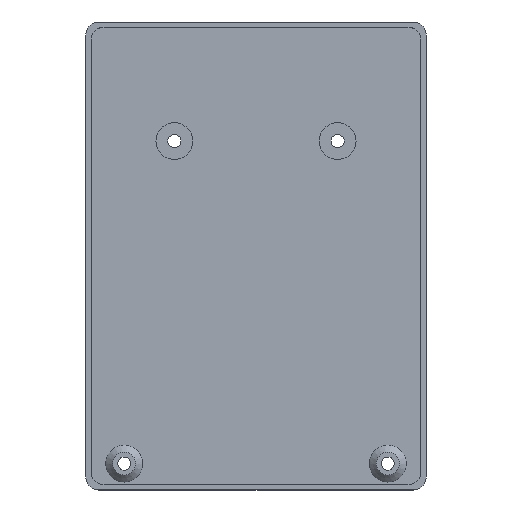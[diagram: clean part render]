
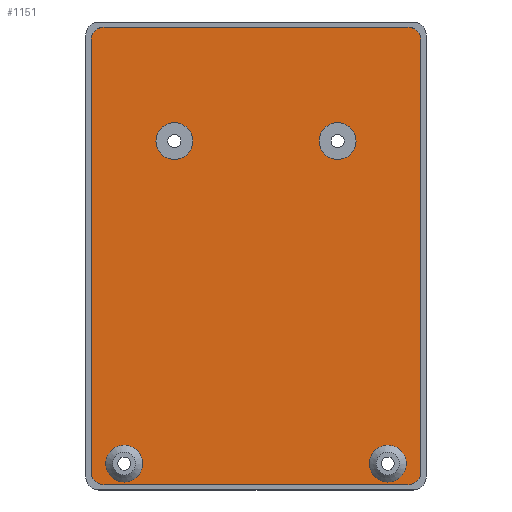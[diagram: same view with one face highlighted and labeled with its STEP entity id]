
A CAD part, top view. The second image highlights one B-rep face of the part: STEP entity #1151.
In plain terms, the highlighted planar face has unit normal (0, 0, 1).
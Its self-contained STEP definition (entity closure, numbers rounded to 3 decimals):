
#24=FACE_BOUND('',#229,.T.);
#25=FACE_BOUND('',#230,.T.);
#26=FACE_BOUND('',#231,.T.);
#27=FACE_BOUND('',#232,.T.);
#73=PLANE('',#1268);
#154=FACE_OUTER_BOUND('',#228,.T.);
#228=EDGE_LOOP('',(#1038,#1039,#1040,#1041,#1042,#1043,#1044,#1045));
#229=EDGE_LOOP('',(#1046));
#230=EDGE_LOOP('',(#1047));
#231=EDGE_LOOP('',(#1048));
#232=EDGE_LOOP('',(#1049));
#276=LINE('',#1728,#394);
#281=LINE('',#1742,#399);
#285=LINE('',#1754,#403);
#289=LINE('',#1766,#407);
#394=VECTOR('',#1400,10.);
#399=VECTOR('',#1413,10.);
#403=VECTOR('',#1425,10.);
#407=VECTOR('',#1437,10.);
#476=CIRCLE('',#1171,4.25);
#480=CIRCLE('',#1178,4.25);
#493=CIRCLE('',#1205,4.25);
#495=CIRCLE('',#1209,4.25);
#496=CIRCLE('',#1213,3.);
#498=CIRCLE('',#1217,3.);
#500=CIRCLE('',#1221,3.);
#502=CIRCLE('',#1225,3.);
#514=VERTEX_POINT('',#1604);
#518=VERTEX_POINT('',#1617);
#555=VERTEX_POINT('',#1714);
#557=VERTEX_POINT('',#1721);
#558=VERTEX_POINT('',#1726);
#559=VERTEX_POINT('',#1727);
#562=VERTEX_POINT('',#1735);
#564=VERTEX_POINT('',#1741);
#566=VERTEX_POINT('',#1747);
#568=VERTEX_POINT('',#1753);
#570=VERTEX_POINT('',#1759);
#572=VERTEX_POINT('',#1765);
#618=EDGE_CURVE('',#514,#514,#476,.T.);
#624=EDGE_CURVE('',#518,#518,#480,.T.);
#670=EDGE_CURVE('',#555,#555,#493,.T.);
#673=EDGE_CURVE('',#557,#557,#495,.T.);
#674=EDGE_CURVE('',#558,#559,#276,.T.);
#678=EDGE_CURVE('',#559,#562,#496,.T.);
#681=EDGE_CURVE('',#562,#564,#281,.T.);
#684=EDGE_CURVE('',#564,#566,#498,.T.);
#687=EDGE_CURVE('',#566,#568,#285,.T.);
#690=EDGE_CURVE('',#568,#570,#500,.T.);
#693=EDGE_CURVE('',#570,#572,#289,.T.);
#696=EDGE_CURVE('',#572,#558,#502,.T.);
#1038=ORIENTED_EDGE('',*,*,#674,.T.);
#1039=ORIENTED_EDGE('',*,*,#678,.T.);
#1040=ORIENTED_EDGE('',*,*,#681,.T.);
#1041=ORIENTED_EDGE('',*,*,#684,.T.);
#1042=ORIENTED_EDGE('',*,*,#687,.T.);
#1043=ORIENTED_EDGE('',*,*,#690,.T.);
#1044=ORIENTED_EDGE('',*,*,#693,.T.);
#1045=ORIENTED_EDGE('',*,*,#696,.T.);
#1046=ORIENTED_EDGE('',*,*,#624,.T.);
#1047=ORIENTED_EDGE('',*,*,#670,.T.);
#1048=ORIENTED_EDGE('',*,*,#618,.T.);
#1049=ORIENTED_EDGE('',*,*,#673,.T.);
#1151=ADVANCED_FACE('',(#154,#24,#25,#26,#27),#73,.T.);
#1171=AXIS2_PLACEMENT_3D('',#1606,#1282,#1283);
#1178=AXIS2_PLACEMENT_3D('',#1619,#1298,#1299);
#1205=AXIS2_PLACEMENT_3D('',#1716,#1385,#1386);
#1209=AXIS2_PLACEMENT_3D('',#1723,#1394,#1395);
#1213=AXIS2_PLACEMENT_3D('',#1736,#1406,#1407);
#1217=AXIS2_PLACEMENT_3D('',#1748,#1418,#1419);
#1221=AXIS2_PLACEMENT_3D('',#1760,#1430,#1431);
#1225=AXIS2_PLACEMENT_3D('',#1771,#1442,#1443);
#1268=AXIS2_PLACEMENT_3D('',#1918,#1592,#1593);
#1282=DIRECTION('center_axis',(0.,0.,-1.));
#1283=DIRECTION('ref_axis',(1.,0.,0.));
#1298=DIRECTION('center_axis',(0.,0.,-1.));
#1299=DIRECTION('ref_axis',(1.,0.,0.));
#1385=DIRECTION('center_axis',(0.,0.,-1.));
#1386=DIRECTION('ref_axis',(1.,0.,0.));
#1394=DIRECTION('center_axis',(0.,0.,-1.));
#1395=DIRECTION('ref_axis',(1.,0.,0.));
#1400=DIRECTION('',(0.,-1.,0.));
#1406=DIRECTION('center_axis',(0.,0.,1.));
#1407=DIRECTION('ref_axis',(-1.,0.,0.));
#1413=DIRECTION('',(1.,0.,0.));
#1418=DIRECTION('center_axis',(0.,0.,1.));
#1419=DIRECTION('ref_axis',(0.,-1.,0.));
#1425=DIRECTION('',(0.,1.,0.));
#1430=DIRECTION('center_axis',(0.,0.,1.));
#1431=DIRECTION('ref_axis',(1.,0.,0.));
#1437=DIRECTION('',(-1.,0.,0.));
#1442=DIRECTION('center_axis',(0.,0.,1.));
#1443=DIRECTION('ref_axis',(0.,1.,0.));
#1592=DIRECTION('center_axis',(0.,0.,1.));
#1593=DIRECTION('ref_axis',(1.,0.,0.));
#1604=CARTESIAN_POINT('',(26.15,-47.9,0.));
#1606=CARTESIAN_POINT('Origin',(30.4,-47.9,0.));
#1617=CARTESIAN_POINT('',(-34.65,-47.9,0.));
#1619=CARTESIAN_POINT('Origin',(-30.4,-47.9,0.));
#1714=CARTESIAN_POINT('',(-23.08,26.51,0.));
#1716=CARTESIAN_POINT('Origin',(-18.83,26.51,0.));
#1721=CARTESIAN_POINT('',(14.58,26.51,0.));
#1723=CARTESIAN_POINT('Origin',(18.83,26.51,0.));
#1726=CARTESIAN_POINT('',(-38.06,49.77,0.));
#1727=CARTESIAN_POINT('',(-38.06,-49.77,0.));
#1728=CARTESIAN_POINT('',(-38.06,-24.885,0.));
#1735=CARTESIAN_POINT('',(-35.06,-52.77,0.));
#1736=CARTESIAN_POINT('Origin',(-35.06,-49.77,0.));
#1741=CARTESIAN_POINT('',(35.06,-52.77,0.));
#1742=CARTESIAN_POINT('',(17.53,-52.77,0.));
#1747=CARTESIAN_POINT('',(38.06,-49.77,0.));
#1748=CARTESIAN_POINT('Origin',(35.06,-49.77,0.));
#1753=CARTESIAN_POINT('',(38.06,49.77,0.));
#1754=CARTESIAN_POINT('',(38.06,24.885,0.));
#1759=CARTESIAN_POINT('',(35.06,52.77,0.));
#1760=CARTESIAN_POINT('Origin',(35.06,49.77,0.));
#1765=CARTESIAN_POINT('',(-35.06,52.77,0.));
#1766=CARTESIAN_POINT('',(-17.53,52.77,0.));
#1771=CARTESIAN_POINT('Origin',(-35.06,49.77,0.));
#1918=CARTESIAN_POINT('Origin',(0.,0.,0.));
